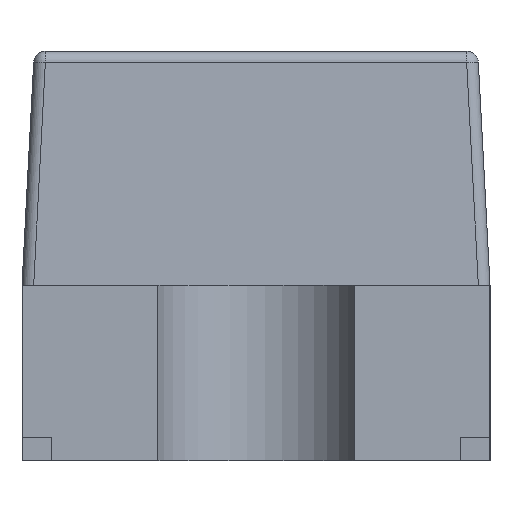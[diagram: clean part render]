
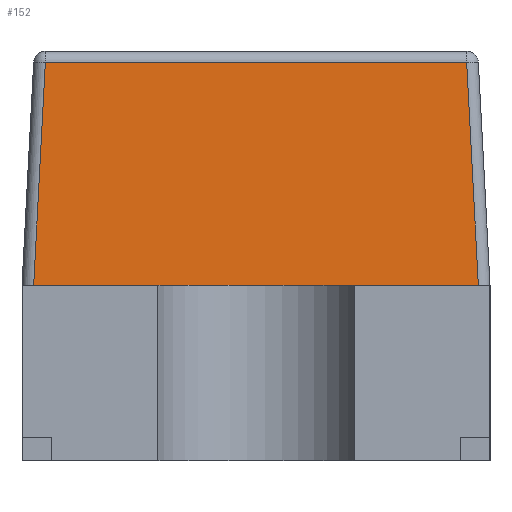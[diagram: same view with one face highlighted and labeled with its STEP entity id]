
A CAD part, left-side view. The second image highlights one B-rep face of the part: STEP entity #152.
In plain terms, the highlighted planar face has unit normal (-0.999, 0, 0.052).
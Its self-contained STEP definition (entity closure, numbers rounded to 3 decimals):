
#152=ADVANCED_FACE( '', ( #288 ), #289, .T. );
#288=FACE_OUTER_BOUND( '', #435, .T. );
#289=PLANE( '', #436 );
#435=EDGE_LOOP( '', ( #772, #773, #774, #775 ) );
#436=AXIS2_PLACEMENT_3D( '', #776, #777, #778 );
#505=DIRECTION( '', ( 0., 1., 0. ) );
#609=DIRECTION( '', ( 0., -1., 0. ) );
#668=DIRECTION( '', ( 0.052, 0.052, 0.997 ) );
#745=DIRECTION( '', ( 0.052, -0.052, 0.997 ) );
#772=ORIENTED_EDGE( '', *, *, #997, .T. );
#773=ORIENTED_EDGE( '', *, *, #989, .T. );
#774=ORIENTED_EDGE( '', *, *, #957, .T. );
#775=ORIENTED_EDGE( '', *, *, #969, .T. );
#776=CARTESIAN_POINT( '', ( -0.55, 0., 0. ) );
#777=DIRECTION( '', ( -0.999, 0., 0.052 ) );
#778=DIRECTION( '', ( 0.052, 0., 0.999 ) );
#957=EDGE_CURVE( '', #1170, #1168, #1171, .F. );
#969=EDGE_CURVE( '', #1168, #1188, #1190, .T. );
#989=EDGE_CURVE( '', #1027, #1170, #1214, .F. );
#997=EDGE_CURVE( '', #1188, #1027, #1222, .F. );
#1027=VERTEX_POINT( '', #1247 );
#1168=VERTEX_POINT( '', #1339 );
#1170=VERTEX_POINT( '', #1341 );
#1171=LINE( '', #776, #1254 );
#1188=VERTEX_POINT( '', #1350 );
#1190=LINE( '', #1352, #1353 );
#1214=LINE( '', #1364, #1358 );
#1222=LINE( '', #1367, #1230 );
#1230=VECTOR( '', #609, 1000. );
#1247=CARTESIAN_POINT( '', ( -0.53, 0.36, 0.381 ) );
#1254=VECTOR( '', #505, 1000. );
#1339=CARTESIAN_POINT( '', ( -0.55, -0.38, 0. ) );
#1341=CARTESIAN_POINT( '', ( -0.55, 0.38, 0. ) );
#1350=CARTESIAN_POINT( '', ( -0.53, -0.36, 0.381 ) );
#1352=CARTESIAN_POINT( '', ( -0.549, -0.379, 0.02 ) );
#1353=VECTOR( '', #668, 1000. );
#1358=VECTOR( '', #745, 1000. );
#1364=CARTESIAN_POINT( '', ( -0.549, 0.379, 0.02 ) );
#1367=CARTESIAN_POINT( '', ( -0.53, 0.379, 0.381 ) );
